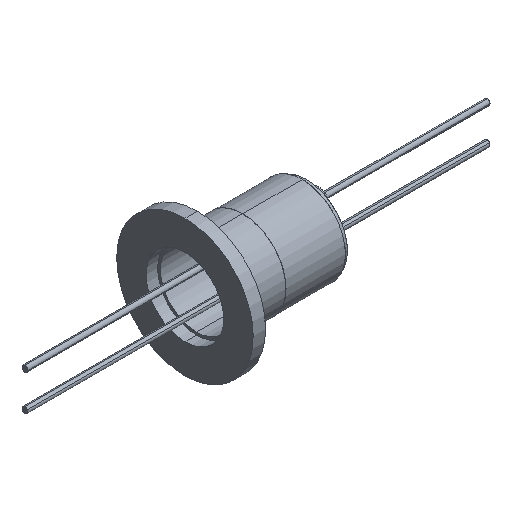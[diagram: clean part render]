
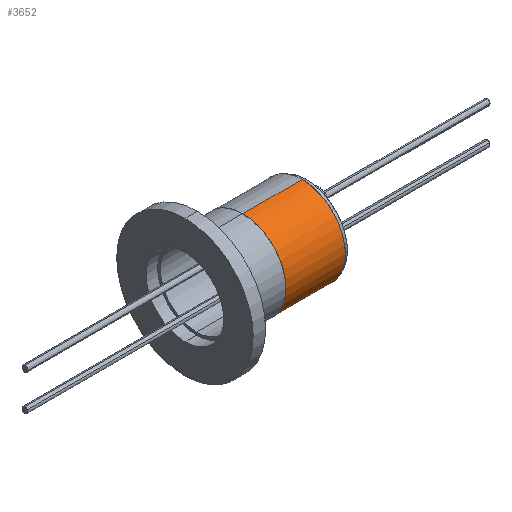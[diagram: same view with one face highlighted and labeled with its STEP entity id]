
A CAD part, isometric view. The second image highlights one B-rep face of the part: STEP entity #3652.
In plain terms, the highlighted cylindrical face has radius 9.487 mm (diameter 18.974 mm), a partial arc.
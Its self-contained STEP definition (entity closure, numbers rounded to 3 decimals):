
#15 = VERTEX_POINT ( 'NONE', #5340 ) ;
#943 = ORIENTED_EDGE ( 'NONE', *, *, #4927, .T. ) ;
#988 = DIRECTION ( 'NONE',  ( 0., 1., 0. ) ) ;
#1002 = CARTESIAN_POINT ( 'NONE',  ( 25.781, 0., 0. ) ) ;
#1287 = CIRCLE ( 'NONE', #2059, 9.487 ) ;
#1544 = LINE ( 'NONE', #4709, #3959 ) ;
#1669 = EDGE_LOOP ( 'NONE', ( #943, #5451, #4156, #5360 ) ) ;
#1711 = LINE ( 'NONE', #4217, #5200 ) ;
#1812 = CYLINDRICAL_SURFACE ( 'NONE', #2718, 9.487 ) ;
#1933 = AXIS2_PLACEMENT_3D ( 'NONE', #1002, #5255, #988 ) ;
#2059 = AXIS2_PLACEMENT_3D ( 'NONE', #4313, #4346, #4344 ) ;
#2335 = VERTEX_POINT ( 'NONE', #3636 ) ;
#2610 = VERTEX_POINT ( 'NONE', #3478 ) ;
#2718 = AXIS2_PLACEMENT_3D ( 'NONE', #2988, #2973, #2939 ) ;
#2939 = DIRECTION ( 'NONE',  ( 0., 1., 0. ) ) ;
#2973 = DIRECTION ( 'NONE',  ( 1., 0., 0. ) ) ;
#2988 = CARTESIAN_POINT ( 'NONE',  ( 40.64, 0., 0. ) ) ;
#3183 = CARTESIAN_POINT ( 'NONE',  ( 12.7, 0., -9.487 ) ) ;
#3360 = VERTEX_POINT ( 'NONE', #3183 ) ;
#3478 = CARTESIAN_POINT ( 'NONE',  ( 12.7, 0., 9.487 ) ) ;
#3636 = CARTESIAN_POINT ( 'NONE',  ( 25.781, 0., -9.487 ) ) ;
#3652 = ADVANCED_FACE ( 'NONE', ( #4601 ), #1812, .T. ) ;
#3959 = VECTOR ( 'NONE', #4247, 1000. ) ;
#4156 = ORIENTED_EDGE ( 'NONE', *, *, #4797, .T. ) ;
#4217 = CARTESIAN_POINT ( 'NONE',  ( 40.64, 0., 9.487 ) ) ;
#4228 = DIRECTION ( 'NONE',  ( -1., 0., 0. ) ) ;
#4247 = DIRECTION ( 'NONE',  ( 1., 0., 0. ) ) ;
#4313 = CARTESIAN_POINT ( 'NONE',  ( 12.7, 0., 0. ) ) ;
#4344 = DIRECTION ( 'NONE',  ( 0., 1., 0. ) ) ;
#4346 = DIRECTION ( 'NONE',  ( 1., 0., 0. ) ) ;
#4601 = FACE_OUTER_BOUND ( 'NONE', #1669, .T. ) ;
#4682 = EDGE_CURVE ( 'NONE', #3360, #2335, #1544, .T. ) ;
#4709 = CARTESIAN_POINT ( 'NONE',  ( 40.64, 0., -9.487 ) ) ;
#4797 = EDGE_CURVE ( 'NONE', #2610, #3360, #1287, .T. ) ;
#4927 = EDGE_CURVE ( 'NONE', #2335, #15, #5513, .T. ) ;
#5016 = EDGE_CURVE ( 'NONE', #15, #2610, #1711, .T. ) ;
#5200 = VECTOR ( 'NONE', #4228, 1000. ) ;
#5255 = DIRECTION ( 'NONE',  ( -1., 0., 0. ) ) ;
#5340 = CARTESIAN_POINT ( 'NONE',  ( 25.781, 0., 9.487 ) ) ;
#5360 = ORIENTED_EDGE ( 'NONE', *, *, #4682, .T. ) ;
#5451 = ORIENTED_EDGE ( 'NONE', *, *, #5016, .T. ) ;
#5513 = CIRCLE ( 'NONE', #1933, 9.487 ) ;
